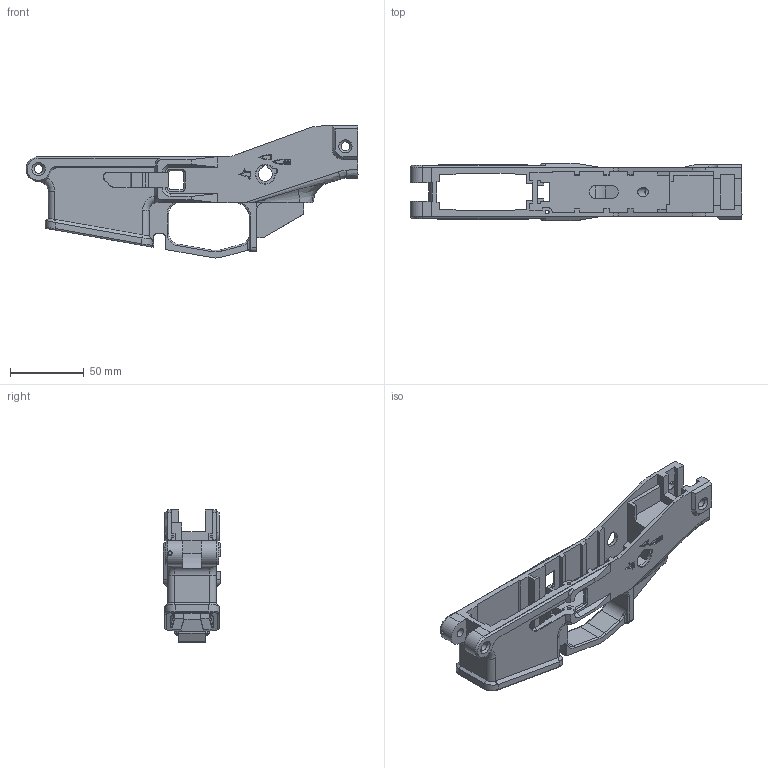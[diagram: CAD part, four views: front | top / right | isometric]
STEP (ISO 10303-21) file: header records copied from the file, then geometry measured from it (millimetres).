
FILE_DESCRIPTION(/* description */ ('','CAx-IF Rec.Pracs.---Representation and Presentation of Product Manufacturing Information (PMI)---4.0---2014-10-13'),/* implementation_level */ '2;1');
FILE_NAME(/* name */ 'ACR lower exact v21.step',/* time_stamp */ '2025-04-01T18:21:27-04:00',/* author */ (''),/* organization */ (''),/* preprocessor_version */ 'ST-DEVELOPER v20',/* originating_system */ 'Autodesk Translation Framework v13.20.0.188',/* authorisation */ '');
FILE_SCHEMA (('AP242_MANAGED_MODEL_BASED_3D_ENGINEERING_MIM_LF { 1 0 10303 442 1 1 4 }'));
Length unit declared in the file: millimetre
Products named in the file (1): ACR lower exact
Bounding box: 224.75 x 39 x 89.36 mm (x, y, z)
Volume: 132571.9 mm3; surface area: 62069.3 mm2
Topology: 1 solids, 3 shells, 658 faces, 1709 edges, 1059 vertices
Faces by surface type: plane 315, cylinder 206, torus 63, bspline 46, cone 26, sphere 2
Full cylindrical faces by diameter (mm): 2.5 x6, 5.5 x1, 6 x4, 6.25 x1, 9 x1, 9.5 x1
Entity records: 21878 total; most frequent: CARTESIAN_POINT 5804, ORIENTED_EDGE 3414, DIRECTION 3255, EDGE_CURVE 1707, LINE 1107, VECTOR 1107, AXIS2_PLACEMENT_3D 1074, VERTEX_POINT 1059
